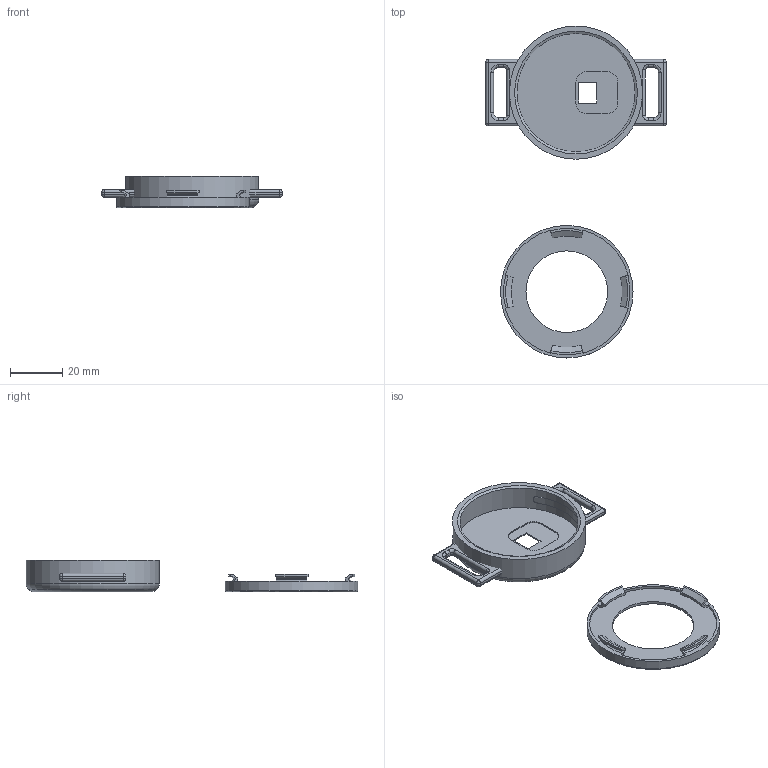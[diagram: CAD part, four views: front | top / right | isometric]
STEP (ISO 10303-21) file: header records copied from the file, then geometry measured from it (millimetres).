
FILE_DESCRIPTION(/* description */ ('STEP AP242','CAx-IF Rec.Pracs.---Representation and Presentation of Product Manufacturing Information (PMI)---4.0---2014-10-13','CAx-IF Rec.Pracs.---3D Tessellated Geometry---0.4---2014-09-14','2;1'),/* implementation_level */ '2;1');
FILE_NAME(/* name */ '68002c6f19bfed50bdb37a82',/* time_stamp */ '2025-04-16T22:17:19Z',/* author */ (''),/* organization */ (''),/* preprocessor_version */ 'ST-DEVELOPER v20',/* originating_system */ 'ONSHAPE BY PTC INC, 1.196',/* authorisation */ ' ');
FILE_SCHEMA (('AP242_MANAGED_MODEL_BASED_3D_ENGINEERING_MIM_LF { 1 0 10303 442 1 1 4 }'));
Length unit declared in the file: metre
Products named in the file (4): case_v1_print_layout; Part 2; Part 1
Assembly tree (4 placements, depth 2):
  case_v1_print_layout
    Part 2  x2
    Part 1
    Part 1
Bounding box: 69.15 x 127.08 x 12 mm (x, y, z)
Volume: 7882.6 mm3; surface area: 13339 mm2
Topology: 4 solids, 4 shells, 172 faces, 422 edges, 253 vertices
Faces by surface type: cylinder 72, plane 53, torus 19, cone 18, sphere 10
Full cylindrical faces by diameter (mm): 31.266 x1, 49 x1, 50.766 x1, 51 x1
Entity records: 3922 total; most frequent: DIRECTION 704, CARTESIAN_POINT 672, ORIENTED_EDGE 624, EDGE_CURVE 312, AXIS2_PLACEMENT_3D 263, VERTEX_POINT 201, LINE 178, VECTOR 178
